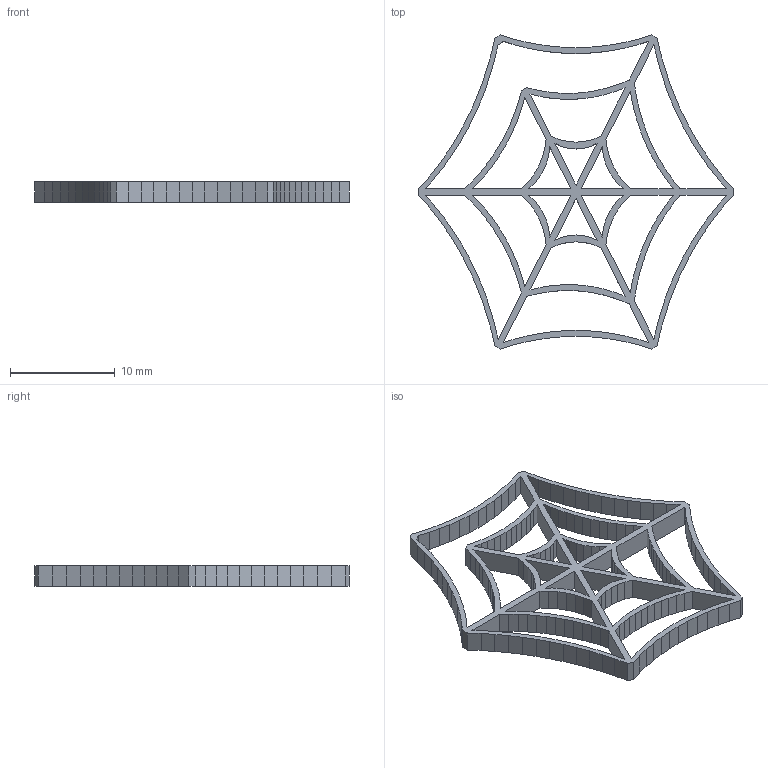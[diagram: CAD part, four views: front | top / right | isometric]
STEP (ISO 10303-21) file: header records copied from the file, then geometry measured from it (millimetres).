
FILE_DESCRIPTION(('FreeCAD Model'),'2;1');
FILE_NAME('Open CASCADE Shape Model','2024-01-10T21:40:45',('Author'),( ''),'Open CASCADE STEP processor 7.6','FreeCAD','Unknown');
FILE_SCHEMA(('AUTOMOTIVE_DESIGN { 1 0 10303 214 1 1 1 1 }'));
Length unit declared in the file: millimetre
Products named in the file (1): removed_filament001 (Solid)001
Bounding box: 30 x 30 x 2 mm (x, y, z)
Volume: 300.9 mm3; surface area: 1345.5 mm2
Topology: 1 solids, 1 shells, 404 faces, 1206 edges, 804 vertices
Faces by surface type: plane 404
Entity records: 13380 total; most frequent: CARTESIAN_POINT 2415, ORIENTED_EDGE 2412, DIRECTION 2016, EDGE_CURVE 1206, LINE 1206, VECTOR 1206, VERTEX_POINT 804, FACE_BOUND 438
